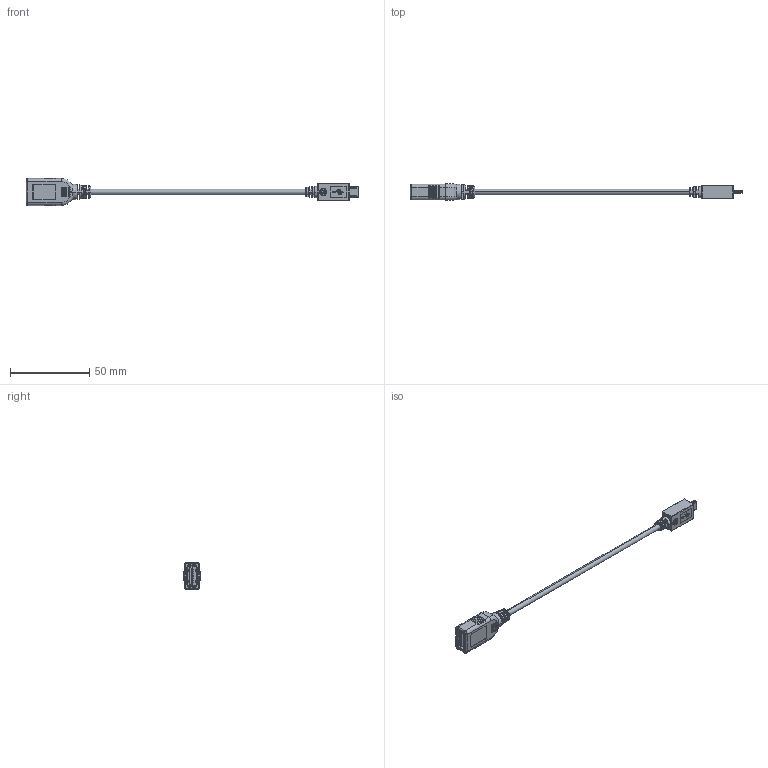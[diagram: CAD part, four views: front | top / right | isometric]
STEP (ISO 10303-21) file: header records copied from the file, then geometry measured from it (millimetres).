
FILE_DESCRIPTION (( 'STEP AP203' ), '1' );
FILE_NAME ('10-00650_revA2.STEP', '2018-11-02T21:58:33', ( '' ), ( '' ), 'SwSTEP 2.0', 'SolidWorks 2015', '' );
FILE_SCHEMA (( 'CONFIG_CONTROL_DESIGN' ));
Length unit declared in the file: millimetre
Products named in the file (10): 24-00024; 50-00429 insulator; 50-00424; 24-00058_connector cutout; 30-00088_blunt cut; 10-00650_revA2; 50-00429; 50-00424 shell; 50-00424 insulator; 50-00429 shell
Assembly tree (9 placements, depth 3):
  10-00650_revA2
    30-00088_blunt cut
    24-00058_connector cutout
    24-00024
    50-00424
      50-00424 insulator
      50-00424 shell
    50-00429
      50-00429 insulator
      50-00429 shell
Bounding box: 210.06 x 11 x 17.1 mm (x, y, z)
Volume: 8429.4 mm3; surface area: 18886.5 mm2
Topology: 60 solids, 60 shells, 1398 faces, 3407 edges, 2155 vertices
Faces by surface type: plane 533, cylinder 451, bspline 274, torus 112, cone 20, sphere 8
Entity records: 49008 total; most frequent: CARTESIAN_POINT 16902, ORIENTED_EDGE 6798, DIRECTION 5874, EDGE_CURVE 3399, AXIS2_PLACEMENT_3D 2159, VERTEX_POINT 2155, VECTOR 1556, LINE 1556
